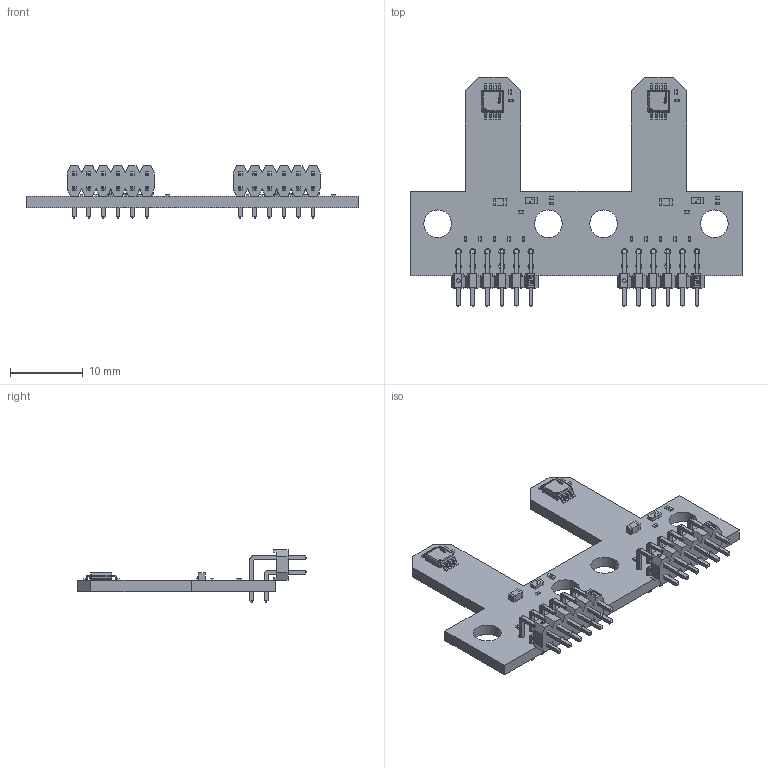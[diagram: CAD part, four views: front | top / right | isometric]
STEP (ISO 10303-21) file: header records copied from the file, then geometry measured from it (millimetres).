
FILE_DESCRIPTION(('Open CASCADE Model'),'2;1');
FILE_NAME('Open CASCADE Shape Model','2021-07-21T15:10:10',('Author'),( 'Open CASCADE'),'Open CASCADE STEP processor 6.8','Open CASCADE 6.8' ,'Unknown');
FILE_SCHEMA(('AUTOMOTIVE_DESIGN { 1 0 10303 214 1 1 1 1 }'));
Length unit declared in the file: millimetre
Products named in the file (67): PCB; Board; R17; 6025525376; Extruded; 6025525184; R18; R16; U2; IC_PTMAG5170A1EDGKQ1_VSSOP8; BODY_MUA08A; LEAD_MUA08A; Texas_Instruments; circle; R15; 6025523072; 6025522880; R14; R13; R12; R11; R10; 6025524224; 6025524032; J2; Conn_NRPN062PARN-RC_HDR12; insulator; pins; logo; D2; 6025524992; 6025524800; 6025524608; 6025524416; C4; 6025523456; 6025523264; C3; 6025523840; 6025523648 ...
Assembly tree (135 placements, depth 4):
  PCB
    Board
    R17
      6025525376  x2
        Extruded
      6025525184
        Extruded
    R18
      6025525376  x2
        Extruded
      6025525184
        Extruded
    R16
      6025525376  x2
        Extruded
      6025525184
        Extruded
    U2
      IC_PTMAG5170A1EDGKQ1_VSSOP8
        BODY_MUA08A
        LEAD_MUA08A  x8
        Texas_Instruments
        circle
    R15
      6025523072  x2
        Extruded
      6025522880
        Extruded
    R14
      6025523072  x2
        Extruded
      6025522880
        Extruded
    R13
      6025523072  x2
        Extruded
      6025522880
        Extruded
    R12
      6025523072  x2
        Extruded
      6025522880
        Extruded
    R11
      6025523072  x2
        Extruded
      6025522880
        Extruded
    R10
      6025524224  x2
        Extruded
      6025524032
        Extruded
    J2
      Conn_NRPN062PARN-RC_HDR12
        insulator
        pins
        logo
    D2
      6025524992
Bounding box: 45.72 x 31.64 x 7.25 mm (x, y, z)
Volume: 1362.9 mm3; surface area: 2903.6 mm2
Topology: 161 solids, 161 shells, 2284 faces, 5650 edges, 3688 vertices
Faces by surface type: plane 1734, bspline 332, cylinder 202, sphere 16
Full cylindrical faces by diameter (mm): 0.3 x2, 0.506 x2, 0.8 x24, 3.81 x4
Entity records: 30810 total; most frequent: CARTESIAN_POINT 7301, ORIENTED_EDGE 4726, DIRECTION 3994, EDGE_CURVE 2363, LINE 1846, VECTOR 1846, VERTEX_POINT 1536, AXIS2_PLACEMENT_3D 1074
